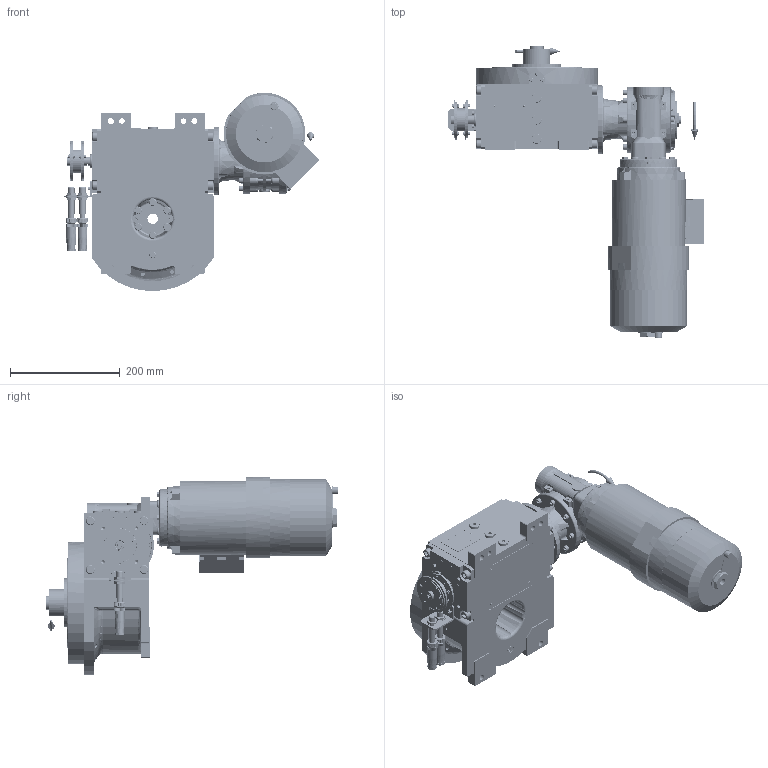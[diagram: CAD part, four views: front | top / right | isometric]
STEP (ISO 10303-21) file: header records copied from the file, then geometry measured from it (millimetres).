
FILE_DESCRIPTION (( 'STEP AP203' ), '1' );
FILE_NAME ('PC5200647.step', '2024-09-18T08:59:11', ( '' ), ( '' ), 'SwSTEP 2.0', 'SolidWorks 2020', '' );
FILE_SCHEMA (( 'CONFIG_CONTROL_DESIGN' ));
Length unit declared in the file: millimetre
Products named in the file (93): cfn2476_01_002_60x46; RIG06_021_AF0.stp; cfn2128_04_004; cfn2158_01_010; cfn2000_01_103; 900_00_00_005; 900_38_30_003; cfn2155_01_056; cfn2155_01_303; cfn2115_02_165; cfn2151_01_290; cfn2107_01_001; cfn2400_04_024; AS_rig06_004; cfn2000_01_126; AS_rig06_002_bl_001; cfn2000_01_124; cfn2000_01_184; cfn2003_01_054; RMI50_F1_LCB_SX_71B14; AS_rig06_016; CFN2203_02_001.stp; AS_cfn2400_04_024; cfn2151_01_090; cfn2151_01_109; AS_900_38_30_003; cfn2115_02_194; rig06_002_bl_001; CFN2356_03_047.stp; rig06_004; BA71B14; olio_agip_blasia_150; CFN2223_01-570X6-B.stp; rig06_016; cfn2276_01_074; CFN2010_02_002.stp; rig06_014; freccia_angolare; cfn2401_02_005; rig06_071_08_m_asm.stp ...
Assembly tree (89 placements, depth 5):
  cfn2158_01_010
  cfn2115_02_165
  cfn2151_01_290
  CFN2203_02_001.stp
  cfn2151_01_090
Bounding box: 465.41 x 532.67 x 361.44 mm (x, y, z)
Volume: 8143367.7 mm3; surface area: 1215765 mm2
Topology: 77 solids, 77 shells, 6249 faces, 15984 edges, 10140 vertices
Faces by surface type: plane 2825, cylinder 2138, cone 1071, torus 189, bspline 20, sphere 6
Entity records: 179023 total; most frequent: CARTESIAN_POINT 46848, DIRECTION 25671, ORIENTED_EDGE 25536, EDGE_CURVE 12768, AXIS2_PLACEMENT_3D 9453, VERTEX_POINT 8194, LINE 6765, VECTOR 6765
